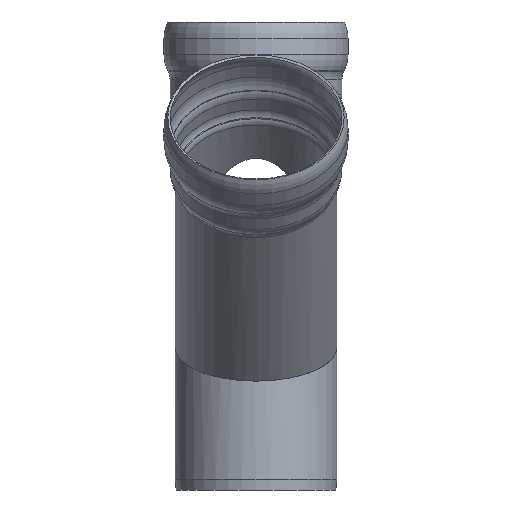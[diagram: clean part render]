
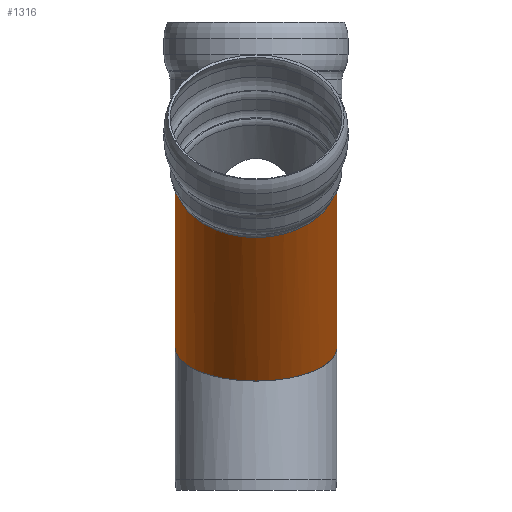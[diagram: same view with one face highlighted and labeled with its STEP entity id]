
A CAD part, left-side view. The second image highlights one B-rep face of the part: STEP entity #1316.
In plain terms, the highlighted cylindrical face has radius 795 mm (diameter 1590 mm), a full revolution.
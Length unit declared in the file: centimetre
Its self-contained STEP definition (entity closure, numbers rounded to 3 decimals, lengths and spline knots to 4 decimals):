
#89=CIRCLE('',#1407,79.5);
#90=CIRCLE('',#1408,79.5);
#228=CYLINDRICAL_SURFACE('',#1449,79.5);
#264=FACE_OUTER_BOUND('',#340,.T.);
#340=EDGE_LOOP('',(#979,#980,#981,#982,#983,#984));
#407=LINE('',#2290,#453);
#453=VECTOR('',#1785,79.5);
#487=ELLIPSE('',#1377,86.0502,79.5);
#490=ELLIPSE('',#1450,207.7435,79.5);
#503=VERTEX_POINT('',#2161);
#504=VERTEX_POINT('',#2162);
#522=VERTEX_POINT('',#2215);
#523=VERTEX_POINT('',#2217);
#642=EDGE_CURVE('',#503,#504,#487,.T.);
#670=EDGE_CURVE('',#523,#522,#89,.T.);
#671=EDGE_CURVE('',#522,#523,#90,.T.);
#706=EDGE_CURVE('',#503,#504,#490,.T.);
#707=EDGE_CURVE('',#503,#523,#407,.T.);
#979=ORIENTED_EDGE('',*,*,#642,.T.);
#980=ORIENTED_EDGE('',*,*,#706,.F.);
#981=ORIENTED_EDGE('',*,*,#707,.T.);
#982=ORIENTED_EDGE('',*,*,#670,.T.);
#983=ORIENTED_EDGE('',*,*,#671,.T.);
#984=ORIENTED_EDGE('',*,*,#707,.F.);
#1316=ADVANCED_FACE('',(#264),#228,.T.);
#1377=AXIS2_PLACEMENT_3D('',#2163,#1625,#1626);
#1407=AXIS2_PLACEMENT_3D('',#2218,#1691,#1692);
#1408=AXIS2_PLACEMENT_3D('',#2219,#1693,#1694);
#1449=AXIS2_PLACEMENT_3D('',#2288,#1781,#1782);
#1450=AXIS2_PLACEMENT_3D('',#2289,#1783,#1784);
#1625=DIRECTION('center_axis',(-0.383,0.,0.924));
#1626=DIRECTION('ref_axis',(-0.924,0.,-0.383));
#1691=DIRECTION('center_axis',(0.707,0.,
-0.707));
#1692=DIRECTION('ref_axis',(0.707,0.,0.707));
#1693=DIRECTION('center_axis',(0.707,0.,
-0.707));
#1694=DIRECTION('ref_axis',(0.707,0.,0.707));
#1781=DIRECTION('center_axis',(0.707,0.,
-0.707));
#1782=DIRECTION('ref_axis',(0.,-1.,0.));
#1783=DIRECTION('center_axis',(0.924,0.,0.383));
#1784=DIRECTION('ref_axis',(0.383,0.,-0.924));
#1785=DIRECTION('',(-0.707,0.,0.707));
#2161=CARTESIAN_POINT('',(0.,79.5,140.));
#2162=CARTESIAN_POINT('',(0.,-79.5,140.));
#2163=CARTESIAN_POINT('Origin',(0.,0.,
140.));
#2215=CARTESIAN_POINT('',(-164.3316,-79.5,304.3316));
#2217=CARTESIAN_POINT('',(-164.3316,79.5,304.3316));
#2218=CARTESIAN_POINT('Origin',(-164.3316,0.,304.3316));
#2219=CARTESIAN_POINT('Origin',(-164.3316,0.,304.3316));
#2288=CARTESIAN_POINT('Origin',(-164.3316,0.,
304.3316));
#2289=CARTESIAN_POINT('Origin',(0.,0.,
140.));
#2290=CARTESIAN_POINT('',(-164.3316,79.5,304.3316));
